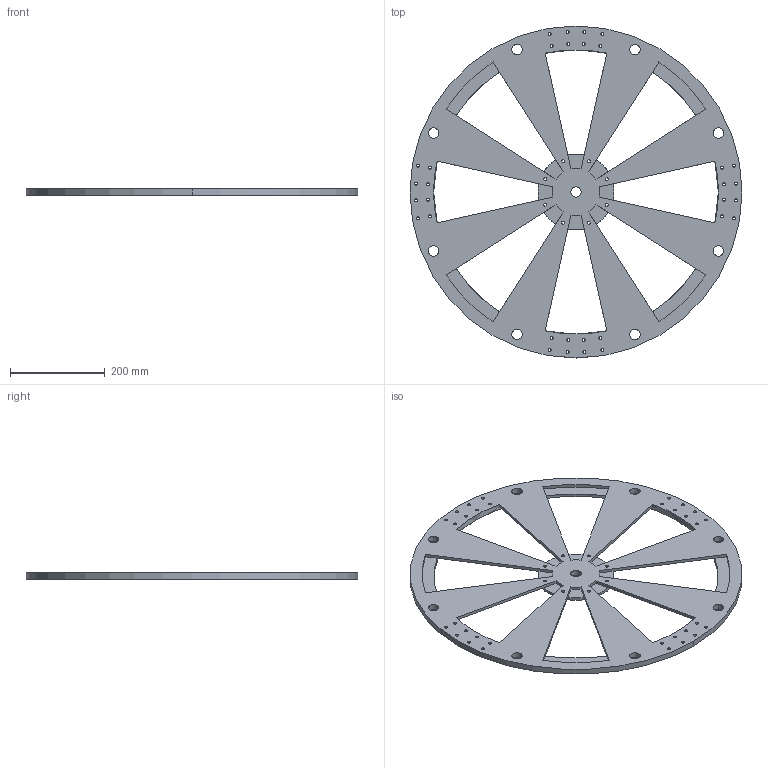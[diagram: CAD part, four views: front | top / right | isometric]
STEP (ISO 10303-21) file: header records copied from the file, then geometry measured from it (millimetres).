
FILE_DESCRIPTION (( 'STEP AP214' ), '1' );
FILE_NAME ('Combined Simplified Assembly v2.STEP', '2025-02-04T01:14:32', ( '' ), ( '' ), 'SwSTEP 2.0', 'SolidWorks 2023', '' );
FILE_SCHEMA (( 'AUTOMOTIVE_DESIGN' ));
Length unit declared in the file: inch
Products named in the file (1): Combined Simplified Assembly v2
Bounding box: 700 x 700 x 12.7 mm (x, y, z)
Volume: 2103916.5 mm3; surface area: 564324.4 mm2
Topology: 1 solids, 1 shells, 155 faces, 456 edges, 296 vertices
Faces by surface type: cylinder 116, plane 39
Entity records: 5537 total; most frequent: DIRECTION 1032, ORIENTED_EDGE 912, CARTESIAN_POINT 908, EDGE_CURVE 456, AXIS2_PLACEMENT_3D 420, VERTEX_POINT 296, CIRCLE 264, EDGE_LOOP 262
